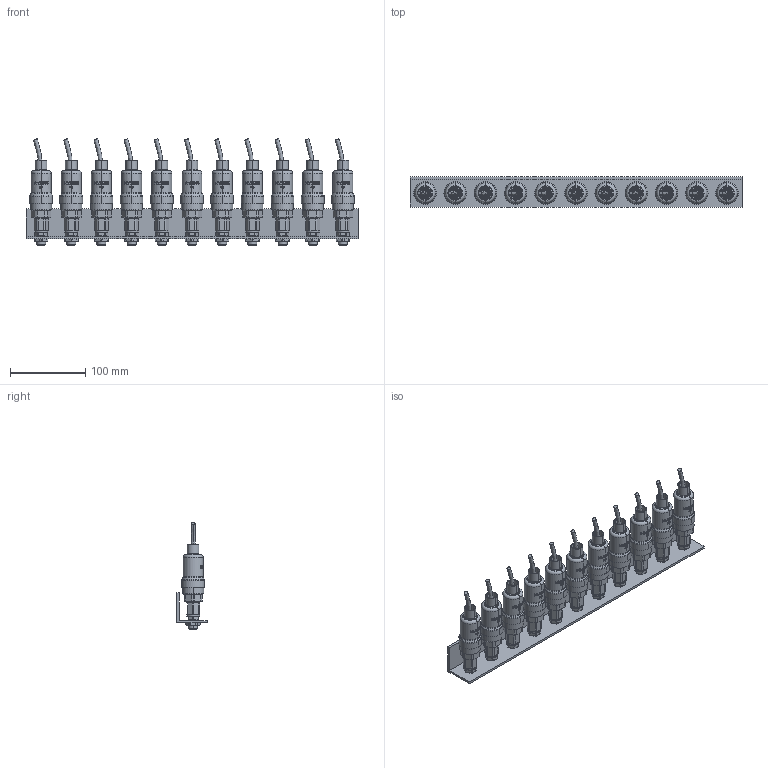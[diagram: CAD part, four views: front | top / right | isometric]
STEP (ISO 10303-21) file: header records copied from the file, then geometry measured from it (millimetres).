
FILE_DESCRIPTION (( 'STEP AP214' ), '1' );
FILE_NAME ('MSDSO-10M_Leiste mit Druckschaltern.STEP', '2015-02-25T12:59:14', ( 'Admin1' ), ( '' ), 'SwSTEP 2.0', 'SolidWorks 2014', '' );
FILE_SCHEMA (( 'AUTOMOTIVE_DESIGN' ));
Length unit declared in the file: millimetre
Products named in the file (1): MSDSO-10M_Leiste mit Druckschaltern
Bounding box: 440 x 40 x 141.33 mm (x, y, z)
Surface area: 187633.1 mm2 (no closed solid volume)
Topology: 0 solids, 97 shells, 1679 faces, 6106 edges, 4392 vertices
Faces by surface type: plane 612, cylinder 529, bspline 250, torus 150, cone 138
Entity records: 109074 total; most frequent: CARTESIAN_POINT 43827, ORIENTED_EDGE 9032, DIRECTION 8664, EDGE_CURVE 6106, VERTEX_POINT 4392, AXIS2_PLACEMENT_3D 3358, B_SPLINE_CURVE_WITH_KNOTS 2230, VECTOR 1948
